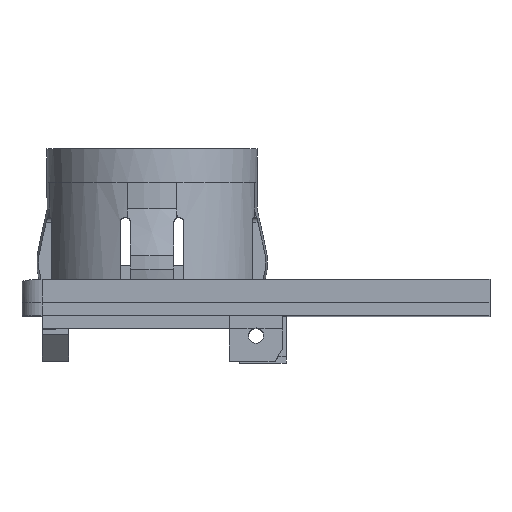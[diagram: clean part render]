
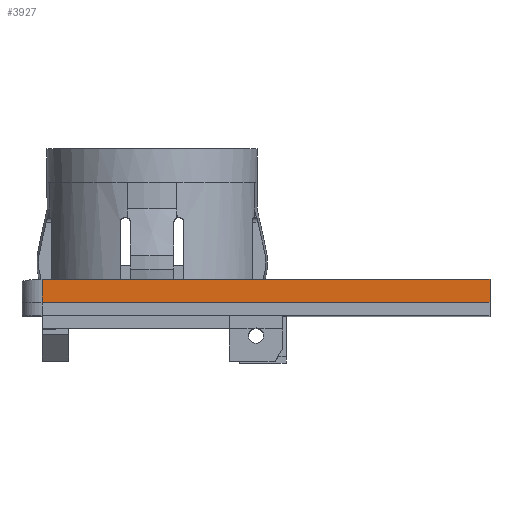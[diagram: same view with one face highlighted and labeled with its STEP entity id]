
A CAD part, top view. The second image highlights one B-rep face of the part: STEP entity #3927.
In plain terms, the highlighted planar face has unit normal (0, 0, 1).
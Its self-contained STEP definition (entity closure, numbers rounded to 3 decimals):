
#3656 = EDGE_CURVE('',#3657,#3659,#3661,.T.);
#3657 = VERTEX_POINT('',#3658);
#3658 = CARTESIAN_POINT('',(-32.,3.4,42.));
#3659 = VERTEX_POINT('',#3660);
#3660 = CARTESIAN_POINT('',(35.,3.4,42.));
#3661 = LINE('',#3662,#3663);
#3662 = CARTESIAN_POINT('',(-35.,3.4,42.));
#3663 = VECTOR('',#3664,1.);
#3664 = DIRECTION('',(1.,0.,0.));
#3927 = ADVANCED_FACE('',(#3928),#3953,.F.);
#3928 = FACE_BOUND('',#3929,.F.);
#3929 = EDGE_LOOP('',(#3930,#3938,#3939,#3947));
#3930 = ORIENTED_EDGE('',*,*,#3931,.F.);
#3931 = EDGE_CURVE('',#3657,#3932,#3934,.T.);
#3932 = VERTEX_POINT('',#3933);
#3933 = CARTESIAN_POINT('',(-32.,0.,42.));
#3934 = LINE('',#3935,#3936);
#3935 = CARTESIAN_POINT('',(-32.,3.4,42.));
#3936 = VECTOR('',#3937,1.);
#3937 = DIRECTION('',(0.,-1.,0.));
#3938 = ORIENTED_EDGE('',*,*,#3656,.T.);
#3939 = ORIENTED_EDGE('',*,*,#3940,.T.);
#3940 = EDGE_CURVE('',#3659,#3941,#3943,.T.);
#3941 = VERTEX_POINT('',#3942);
#3942 = CARTESIAN_POINT('',(35.,0.,42.));
#3943 = LINE('',#3944,#3945);
#3944 = CARTESIAN_POINT('',(35.,3.4,42.));
#3945 = VECTOR('',#3946,1.);
#3946 = DIRECTION('',(0.,-1.,-0.));
#3947 = ORIENTED_EDGE('',*,*,#3948,.T.);
#3948 = EDGE_CURVE('',#3941,#3932,#3949,.T.);
#3949 = LINE('',#3950,#3951);
#3950 = CARTESIAN_POINT('',(35.,0.,42.));
#3951 = VECTOR('',#3952,1.);
#3952 = DIRECTION('',(-1.,0.,0.));
#3953 = PLANE('',#3954);
#3954 = AXIS2_PLACEMENT_3D('',#3955,#3956,#3957);
#3955 = CARTESIAN_POINT('',(-35.,3.4,42.));
#3956 = DIRECTION('',(0.,0.,-1.));
#3957 = DIRECTION('',(0.,-1.,0.));
